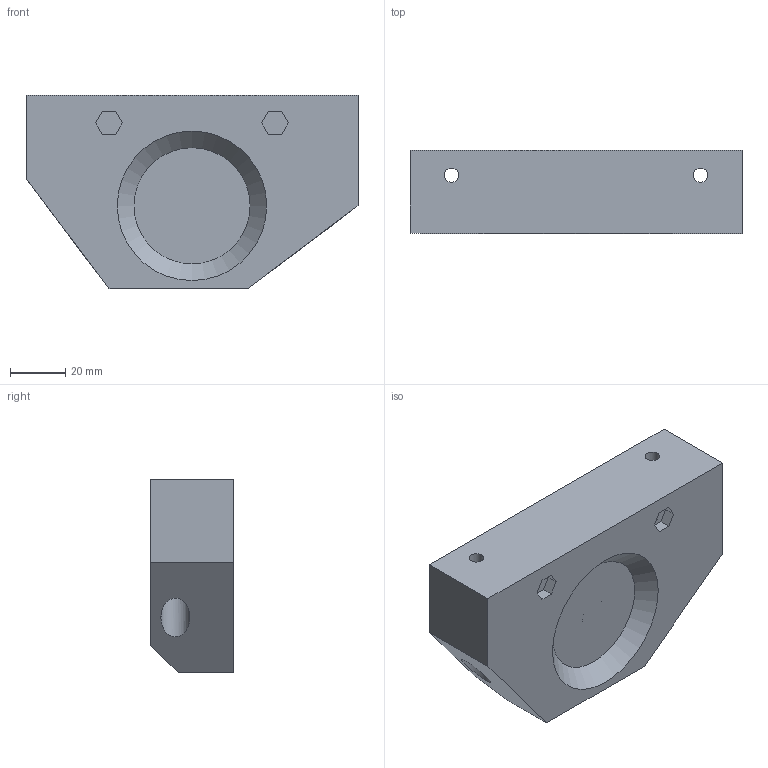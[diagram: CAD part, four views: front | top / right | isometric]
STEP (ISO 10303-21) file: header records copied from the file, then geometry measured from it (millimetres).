
FILE_DESCRIPTION(/* description */ (''),/* implementation_level */ '2;1');
FILE_NAME(/* name */ 'Caster_block.step',/* time_stamp */ '2021-10-04T12:26:28+02:00',/* author */ (''),/* organization */ (''),/* preprocessor_version */ 'ST-DEVELOPER v18.1',/* originating_system */ 'Autodesk Translation Framework v10.10.0.1391',/* authorisation */ '');
FILE_SCHEMA (('AUTOMOTIVE_DESIGN { 1 0 10303 214 3 1 1 }'));
Length unit declared in the file: millimetre
Products named in the file (1): Caster_block
Bounding box: 120 x 30 x 70 mm (x, y, z)
Volume: 194366.9 mm3; surface area: 28379.9 mm2
Topology: 1 solids, 1 shells, 39 faces, 84 edges, 56 vertices
Faces by surface type: plane 30, cylinder 8, cone 1
Full cylindrical faces by diameter (mm): 5.2 x4, 10.5 x2, 11.1 x1, 18 x1
Entity records: 1097 total; most frequent: DIRECTION 182, CARTESIAN_POINT 180, ORIENTED_EDGE 168, EDGE_CURVE 84, LINE 66, VECTOR 66, AXIS2_PLACEMENT_3D 58, VERTEX_POINT 56
